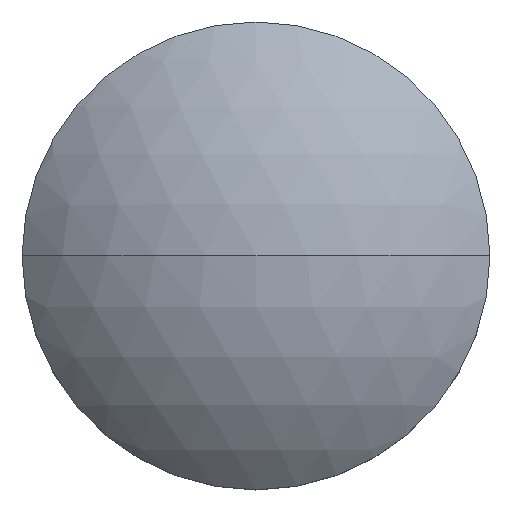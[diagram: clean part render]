
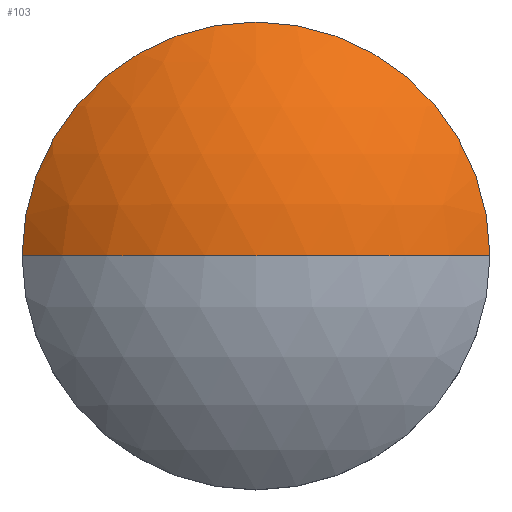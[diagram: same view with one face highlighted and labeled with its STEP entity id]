
A CAD part, top view. The second image highlights one B-rep face of the part: STEP entity #103.
In plain terms, the highlighted spherical face has radius 21.991 mm.
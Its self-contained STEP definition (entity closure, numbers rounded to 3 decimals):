
#2 = DIRECTION ( 'NONE',  ( -1., 0., 0. ) ) ;
#7 = ORIENTED_EDGE ( 'NONE', *, *, #154, .T. ) ;
#14 = EDGE_CURVE ( 'NONE', #171, #188, #201, .T. ) ;
#16 = SPHERICAL_SURFACE ( 'NONE', #160, 21.991 ) ;
#32 = VERTEX_POINT ( 'NONE', #142 ) ;
#41 = DIRECTION ( 'NONE',  ( 1., 0., 0. ) ) ;
#44 = DIRECTION ( 'NONE',  ( 1., 0., 0. ) ) ;
#48 = AXIS2_PLACEMENT_3D ( 'NONE', #204, #128, #41 ) ;
#55 = EDGE_LOOP ( 'NONE', ( #71, #72, #7 ) ) ;
#61 = CARTESIAN_POINT ( 'NONE',  ( 0., 0., -9.491 ) ) ;
#67 = DIRECTION ( 'NONE',  ( 0., 1., 0. ) ) ;
#71 = ORIENTED_EDGE ( 'NONE', *, *, #14, .F. ) ;
#72 = ORIENTED_EDGE ( 'NONE', *, *, #161, .T. ) ;
#80 = CARTESIAN_POINT ( 'NONE',  ( 0., 0., -9.491 ) ) ;
#100 = FACE_OUTER_BOUND ( 'NONE', #55, .T. ) ;
#103 = ADVANCED_FACE ( 'NONE', ( #100 ), #16, .T. ) ;
#110 = AXIS2_PLACEMENT_3D ( 'NONE', #146, #215, #44 ) ;
#128 = DIRECTION ( 'NONE',  ( 0., -1., 0. ) ) ;
#132 = CARTESIAN_POINT ( 'NONE',  ( 15., 0., 6.59 ) ) ;
#134 = DIRECTION ( 'NONE',  ( 0., 0., 1. ) ) ;
#136 = AXIS2_PLACEMENT_3D ( 'NONE', #80, #67, #134 ) ;
#142 = CARTESIAN_POINT ( 'NONE',  ( -15., 0., 6.59 ) ) ;
#146 = CARTESIAN_POINT ( 'NONE',  ( 0., 0., 6.59 ) ) ;
#148 = CIRCLE ( 'NONE', #110, 15. ) ;
#150 = DIRECTION ( 'NONE',  ( 0., -1., 0. ) ) ;
#154 = EDGE_CURVE ( 'NONE', #32, #188, #207, .T. ) ;
#160 = AXIS2_PLACEMENT_3D ( 'NONE', #61, #150, #2 ) ;
#161 = EDGE_CURVE ( 'NONE', #171, #32, #148, .T. ) ;
#171 = VERTEX_POINT ( 'NONE', #132 ) ;
#188 = VERTEX_POINT ( 'NONE', #198 ) ;
#198 = CARTESIAN_POINT ( 'NONE',  ( 0., 0., 12.5 ) ) ;
#201 = CIRCLE ( 'NONE', #48, 21.991 ) ;
#204 = CARTESIAN_POINT ( 'NONE',  ( 0., 0., -9.491 ) ) ;
#207 = CIRCLE ( 'NONE', #136, 21.991 ) ;
#215 = DIRECTION ( 'NONE',  ( 0., 0., 1. ) ) ;
